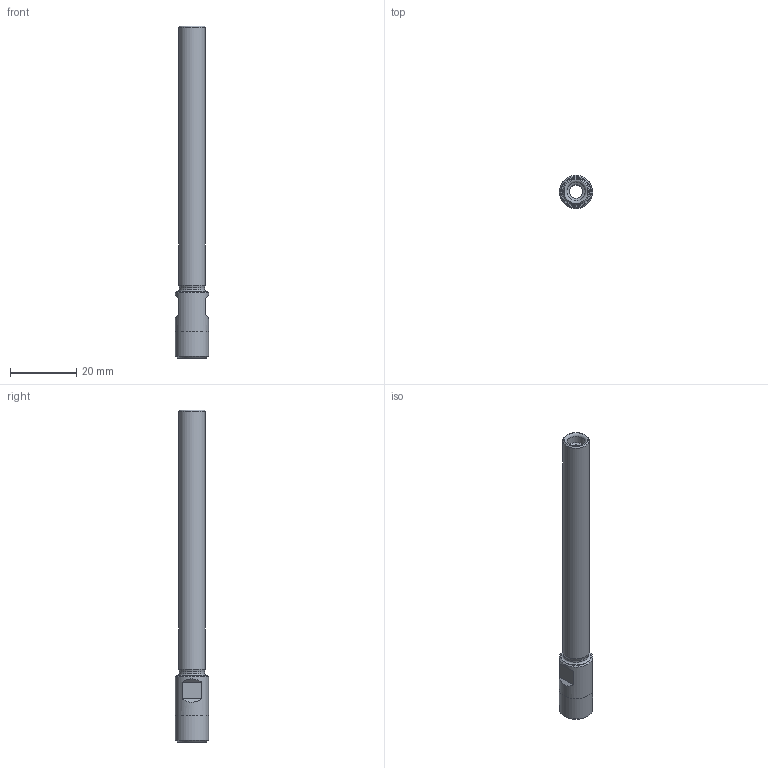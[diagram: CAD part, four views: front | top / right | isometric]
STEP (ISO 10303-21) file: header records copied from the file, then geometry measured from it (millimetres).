
FILE_DESCRIPTION(/* description */ (''),/* implementation_level */ '2;1');
FILE_NAME(/* name */ '460820850.stp',/* time_stamp */ '2021-01-19T15:47:51',/* author */ ('LRA'),/* organization */ ('REGO-FIX'),/* preprocessor_version */ ' Unknown',/* originating_system */ 'SIEMENS PLM Software Solid Edge ST10',/* authorization */ 'Unknown');
FILE_SCHEMA (('AUTOMOTIVE_DESIGN { 1 0 10303 214 2 1 1}'));
Length unit declared in the file: millimetre
Products named in the file (1): NOCUT
Bounding box: 10 x 10 x 100 mm (x, y, z)
Volume: 3962.1 mm3; surface area: 4082.8 mm2
Topology: 1 solids, 1 shells, 28 faces, 58 edges, 35 vertices
Faces by surface type: plane 10, cylinder 8, cone 7, torus 3
Full cylindrical faces by diameter (mm): 4 x1, 4.134 x1, 5.2 x1, 5.5 x1, 7.6 x1, 8 x1, 10 x2
Entity records: 839 total; most frequent: DIRECTION 124, CARTESIAN_POINT 96, ORIENTED_EDGE 68, AXIS2_PLACEMENT_3D 58, EDGE_LOOP 52, FACE_BOUND 52, EDGE_CURVE 34, VERTEX_POINT 30
